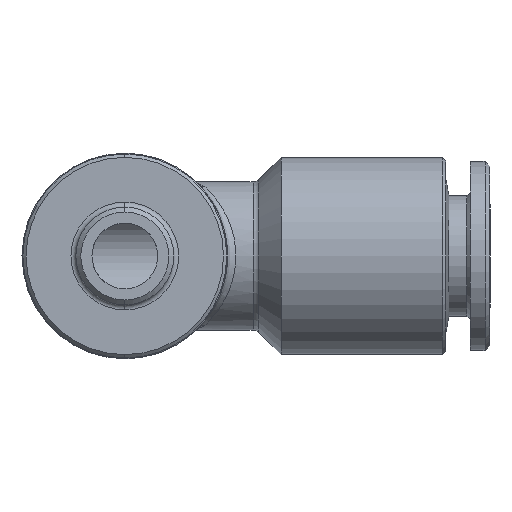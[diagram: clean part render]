
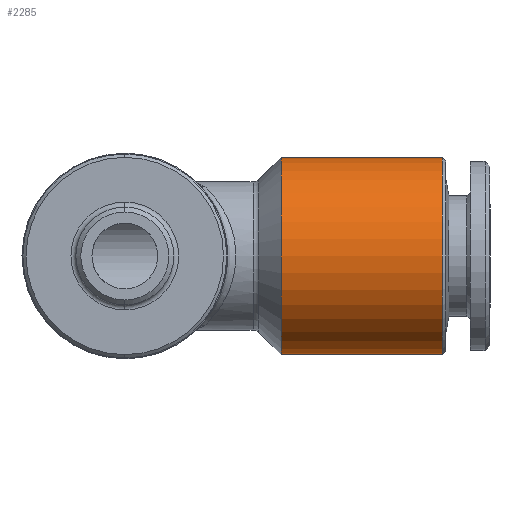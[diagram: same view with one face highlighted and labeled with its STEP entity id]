
A CAD part, front view. The second image highlights one B-rep face of the part: STEP entity #2285.
In plain terms, the highlighted cylindrical face has radius 6 mm (diameter 12 mm), a partial arc.
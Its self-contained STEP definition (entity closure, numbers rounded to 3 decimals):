
#612 = DIRECTION ( 'NONE',  ( -1., 0., 0. ) ) ;
#613 = VECTOR ( 'NONE', #612, 1000. ) ;
#614 = CARTESIAN_POINT ( 'NONE',  ( -1.137, 0., -6. ) ) ;
#615 = LINE ( 'NONE', #614, #613 ) ;
#616 = CARTESIAN_POINT ( 'NONE',  ( 19.3, 0., -6. ) ) ;
#638 = DIRECTION ( 'NONE',  ( 0., 0., -1. ) ) ;
#639 = DIRECTION ( 'NONE',  ( 1., 0., 0. ) ) ;
#640 = CARTESIAN_POINT ( 'NONE',  ( 9.5, 0., 0. ) ) ;
#680 = AXIS2_PLACEMENT_3D ( 'NONE', #640, #639, #638 ) ;
#681 = CIRCLE ( 'NONE', #680, 6. ) ;
#714 = CARTESIAN_POINT ( 'NONE',  ( 19.3, 0., 6. ) ) ;
#839 = DIRECTION ( 'NONE',  ( -1., 0., 0. ) ) ;
#840 = VECTOR ( 'NONE', #839, 1000. ) ;
#841 = CARTESIAN_POINT ( 'NONE',  ( -1.137, 0., 6. ) ) ;
#842 = LINE ( 'NONE', #841, #840 ) ;
#956 = CARTESIAN_POINT ( 'NONE',  ( 9.5, 0., -6. ) ) ;
#967 = CARTESIAN_POINT ( 'NONE',  ( 9.5, 0., 6. ) ) ;
#1679 = CIRCLE ( 'NONE', #1686, 6. ) ;
#1681 = CARTESIAN_POINT ( 'NONE',  ( 19.3, 0., 0. ) ) ;
#1684 = DIRECTION ( 'NONE',  ( 0., 0., 1. ) ) ;
#1685 = DIRECTION ( 'NONE',  ( -1., 0., 0. ) ) ;
#1686 = AXIS2_PLACEMENT_3D ( 'NONE', #1681, #1685, #1684 ) ;
#1803 = DIRECTION ( 'NONE',  ( 0., 0., 1. ) ) ;
#1804 = DIRECTION ( 'NONE',  ( -1., 0., 0. ) ) ;
#1805 = CARTESIAN_POINT ( 'NONE',  ( -1.137, 0., 0. ) ) ;
#1806 = AXIS2_PLACEMENT_3D ( 'NONE', #1805, #1804, #1803 ) ;
#1813 = CYLINDRICAL_SURFACE ( 'NONE', #1806, 6. ) ;
#1814 = FACE_OUTER_BOUND ( 'NONE', #2286, .T. ) ;
#2213 = EDGE_CURVE ( 'NONE', #2397, #2386, #1679, .T. ) ;
#2285 = ADVANCED_FACE ( 'NONE', ( #1814 ), #1813, .T. ) ;
#2286 = EDGE_LOOP ( 'NONE', ( #2334, #2327, #2344, #2357 ) ) ;
#2327 = ORIENTED_EDGE ( 'NONE', *, *, #2213, .T. ) ;
#2334 = ORIENTED_EDGE ( 'NONE', *, *, #2398, .F. ) ;
#2344 = ORIENTED_EDGE ( 'NONE', *, *, #2476, .T. ) ;
#2357 = ORIENTED_EDGE ( 'NONE', *, *, #2358, .T. ) ;
#2358 = EDGE_CURVE ( 'NONE', #2459, #2463, #681, .T. ) ;
#2386 = VERTEX_POINT ( 'NONE', #714 ) ;
#2397 = VERTEX_POINT ( 'NONE', #616 ) ;
#2398 = EDGE_CURVE ( 'NONE', #2397, #2463, #615, .T. ) ;
#2459 = VERTEX_POINT ( 'NONE', #967 ) ;
#2463 = VERTEX_POINT ( 'NONE', #956 ) ;
#2476 = EDGE_CURVE ( 'NONE', #2386, #2459, #842, .T. ) ;
